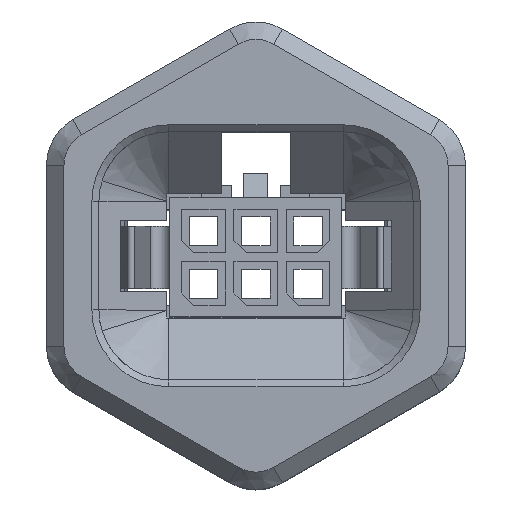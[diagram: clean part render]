
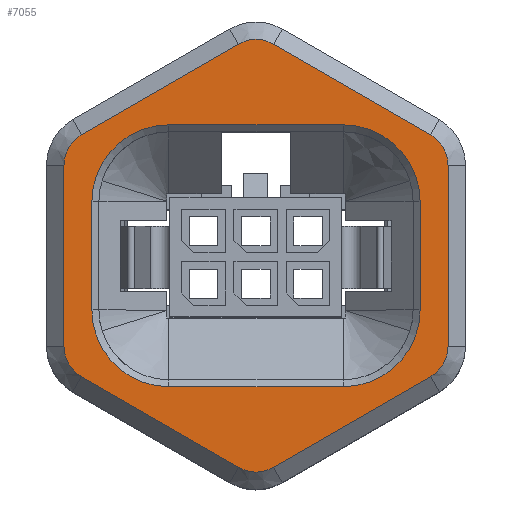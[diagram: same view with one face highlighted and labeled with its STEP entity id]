
A CAD part, top view. The second image highlights one B-rep face of the part: STEP entity #7055.
In plain terms, the highlighted planar face has unit normal (0, 0, 1).
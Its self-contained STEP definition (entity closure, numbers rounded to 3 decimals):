
#65=FACE_BOUND('',#978,.T.);
#249=PLANE('',#7562);
#593=FACE_OUTER_BOUND('',#977,.T.);
#977=EDGE_LOOP('',(#5611,#5612,#5613,#5614,#5615,#5616,#5617,#5618,#5619,
#5620,#5621,#5622));
#978=EDGE_LOOP('',(#5623,#5624,#5625,#5626,#5627,#5628,#5629,#5630));
#1539=LINE('',#10588,#2400);
#1543=LINE('',#10600,#2404);
#1547=LINE('',#10610,#2408);
#1550=LINE('',#10618,#2411);
#1553=LINE('',#10626,#2414);
#1556=LINE('',#10634,#2417);
#1559=LINE('',#10642,#2420);
#1562=LINE('',#10649,#2423);
#1563=LINE('',#10652,#2424);
#1578=LINE('',#10764,#2439);
#2400=VECTOR('',#8568,10.);
#2404=VECTOR('',#8580,10.);
#2408=VECTOR('',#8590,10.);
#2411=VECTOR('',#8599,10.);
#2414=VECTOR('',#8608,10.);
#2417=VECTOR('',#8617,10.);
#2420=VECTOR('',#8626,10.);
#2423=VECTOR('',#8635,10.);
#2424=VECTOR('',#8638,10.);
#2439=VECTOR('',#8675,10.);
#3028=CIRCLE('',#7527,4.4);
#3029=CIRCLE('',#7530,4.4);
#3031=CIRCLE('',#7534,2.);
#3032=CIRCLE('',#7537,2.);
#3033=CIRCLE('',#7540,2.);
#3034=CIRCLE('',#7543,2.);
#3035=CIRCLE('',#7546,2.);
#3036=CIRCLE('',#7549,2.);
#3037=CIRCLE('',#7560,4.4);
#3039=CIRCLE('',#7563,4.4);
#3368=VERTEX_POINT('',#10581);
#3369=VERTEX_POINT('',#10583);
#3370=VERTEX_POINT('',#10587);
#3371=VERTEX_POINT('',#10591);
#3374=VERTEX_POINT('',#10598);
#3375=VERTEX_POINT('',#10603);
#3376=VERTEX_POINT('',#10605);
#3377=VERTEX_POINT('',#10609);
#3378=VERTEX_POINT('',#10613);
#3379=VERTEX_POINT('',#10617);
#3380=VERTEX_POINT('',#10621);
#3381=VERTEX_POINT('',#10625);
#3382=VERTEX_POINT('',#10629);
#3383=VERTEX_POINT('',#10633);
#3384=VERTEX_POINT('',#10637);
#3385=VERTEX_POINT('',#10641);
#3386=VERTEX_POINT('',#10645);
#3387=VERTEX_POINT('',#10651);
#3395=VERTEX_POINT('',#10758);
#3396=VERTEX_POINT('',#10763);
#4160=EDGE_CURVE('',#3368,#3369,#3028,.T.);
#4162=EDGE_CURVE('',#3369,#3370,#1539,.T.);
#4164=EDGE_CURVE('',#3370,#3371,#3029,.T.);
#4168=EDGE_CURVE('',#3374,#3368,#1543,.T.);
#4172=EDGE_CURVE('',#3376,#3375,#3031,.T.);
#4173=EDGE_CURVE('',#3375,#3377,#1547,.T.);
#4176=EDGE_CURVE('',#3377,#3378,#3032,.T.);
#4177=EDGE_CURVE('',#3378,#3379,#1550,.T.);
#4180=EDGE_CURVE('',#3379,#3380,#3033,.T.);
#4181=EDGE_CURVE('',#3380,#3381,#1553,.T.);
#4184=EDGE_CURVE('',#3381,#3382,#3034,.T.);
#4185=EDGE_CURVE('',#3382,#3383,#1556,.T.);
#4188=EDGE_CURVE('',#3383,#3384,#3035,.T.);
#4189=EDGE_CURVE('',#3384,#3385,#1559,.T.);
#4192=EDGE_CURVE('',#3385,#3386,#3036,.T.);
#4193=EDGE_CURVE('',#3386,#3376,#1562,.T.);
#4194=EDGE_CURVE('',#3371,#3387,#1563,.T.);
#4214=EDGE_CURVE('',#3395,#3374,#3037,.T.);
#4216=EDGE_CURVE('',#3396,#3395,#1578,.T.);
#4217=EDGE_CURVE('',#3387,#3396,#3039,.T.);
#5611=ORIENTED_EDGE('',*,*,#4193,.F.);
#5612=ORIENTED_EDGE('',*,*,#4192,.F.);
#5613=ORIENTED_EDGE('',*,*,#4189,.F.);
#5614=ORIENTED_EDGE('',*,*,#4188,.F.);
#5615=ORIENTED_EDGE('',*,*,#4185,.F.);
#5616=ORIENTED_EDGE('',*,*,#4184,.F.);
#5617=ORIENTED_EDGE('',*,*,#4181,.F.);
#5618=ORIENTED_EDGE('',*,*,#4180,.F.);
#5619=ORIENTED_EDGE('',*,*,#4177,.F.);
#5620=ORIENTED_EDGE('',*,*,#4176,.F.);
#5621=ORIENTED_EDGE('',*,*,#4173,.F.);
#5622=ORIENTED_EDGE('',*,*,#4172,.F.);
#5623=ORIENTED_EDGE('',*,*,#4168,.F.);
#5624=ORIENTED_EDGE('',*,*,#4214,.F.);
#5625=ORIENTED_EDGE('',*,*,#4216,.F.);
#5626=ORIENTED_EDGE('',*,*,#4217,.F.);
#5627=ORIENTED_EDGE('',*,*,#4194,.F.);
#5628=ORIENTED_EDGE('',*,*,#4164,.F.);
#5629=ORIENTED_EDGE('',*,*,#4162,.F.);
#5630=ORIENTED_EDGE('',*,*,#4160,.F.);
#7055=ADVANCED_FACE('',(#593,#65),#249,.T.);
#7527=AXIS2_PLACEMENT_3D('',#10584,#8563,#8564);
#7530=AXIS2_PLACEMENT_3D('',#10592,#8572,#8573);
#7534=AXIS2_PLACEMENT_3D('',#10607,#8586,#8587);
#7537=AXIS2_PLACEMENT_3D('',#10615,#8595,#8596);
#7540=AXIS2_PLACEMENT_3D('',#10623,#8604,#8605);
#7543=AXIS2_PLACEMENT_3D('',#10631,#8613,#8614);
#7546=AXIS2_PLACEMENT_3D('',#10639,#8622,#8623);
#7549=AXIS2_PLACEMENT_3D('',#10647,#8631,#8632);
#7560=AXIS2_PLACEMENT_3D('',#10760,#8669,#8670);
#7562=AXIS2_PLACEMENT_3D('',#10762,#8673,#8674);
#7563=AXIS2_PLACEMENT_3D('',#10765,#8676,#8677);
#8563=DIRECTION('center_axis',(0.,0.,1.));
#8564=DIRECTION('ref_axis',(-0.707,0.707,0.));
#8568=DIRECTION('',(0.,-1.,0.));
#8572=DIRECTION('center_axis',(0.,0.,1.));
#8573=DIRECTION('ref_axis',(-0.707,-0.707,0.));
#8580=DIRECTION('',(-1.,0.,0.));
#8586=DIRECTION('center_axis',(0.,0.,-1.));
#8587=DIRECTION('ref_axis',(0.866,-0.5,0.));
#8590=DIRECTION('',(-0.866,-0.5,0.));
#8595=DIRECTION('center_axis',(0.,0.,-1.));
#8596=DIRECTION('ref_axis',(0.,-1.,0.));
#8599=DIRECTION('',(-0.866,0.5,0.));
#8604=DIRECTION('center_axis',(0.,0.,-1.));
#8605=DIRECTION('ref_axis',(-0.866,-0.5,0.));
#8608=DIRECTION('',(0.,1.,0.));
#8613=DIRECTION('center_axis',(0.,0.,-1.));
#8614=DIRECTION('ref_axis',(-0.866,0.5,0.));
#8617=DIRECTION('',(0.866,0.5,0.));
#8622=DIRECTION('center_axis',(0.,0.,-1.));
#8623=DIRECTION('ref_axis',(0.,1.,0.));
#8626=DIRECTION('',(0.866,-0.5,0.));
#8631=DIRECTION('center_axis',(0.,0.,-1.));
#8632=DIRECTION('ref_axis',(0.866,0.5,0.));
#8635=DIRECTION('',(0.,-1.,0.));
#8638=DIRECTION('',(1.,0.,0.));
#8669=DIRECTION('center_axis',(0.,0.,1.));
#8670=DIRECTION('ref_axis',(0.707,0.707,0.));
#8673=DIRECTION('center_axis',(0.,0.,1.));
#8674=DIRECTION('ref_axis',(1.,0.,0.));
#8675=DIRECTION('',(0.,1.,0.));
#8676=DIRECTION('center_axis',(0.,0.,1.));
#8677=DIRECTION('ref_axis',(0.707,-0.707,0.));
#10581=CARTESIAN_POINT('',(97.5,35.,11.));
#10583=CARTESIAN_POINT('',(93.1,30.6,11.));
#10584=CARTESIAN_POINT('Origin',(97.5,30.6,11.));
#10587=CARTESIAN_POINT('',(93.1,24.4,11.));
#10588=CARTESIAN_POINT('',(93.1,25.95,11.));
#10591=CARTESIAN_POINT('',(97.5,20.,11.));
#10592=CARTESIAN_POINT('Origin',(97.5,24.4,11.));
#10598=CARTESIAN_POINT('',(107.5,35.,11.));
#10600=CARTESIAN_POINT('',(100.,35.,11.));
#10603=CARTESIAN_POINT('',(112.5,20.572,11.));
#10605=CARTESIAN_POINT('',(113.5,22.304,11.));
#10607=CARTESIAN_POINT('Origin',(111.5,22.304,11.));
#10609=CARTESIAN_POINT('',(103.5,15.376,11.));
#10610=CARTESIAN_POINT('',(105.,16.242,11.));
#10613=CARTESIAN_POINT('',(101.5,15.376,11.));
#10615=CARTESIAN_POINT('Origin',(102.5,17.108,11.));
#10617=CARTESIAN_POINT('',(92.5,20.572,11.));
#10618=CARTESIAN_POINT('',(94.,19.706,11.));
#10621=CARTESIAN_POINT('',(91.5,22.304,11.));
#10623=CARTESIAN_POINT('Origin',(93.5,22.304,11.));
#10625=CARTESIAN_POINT('',(91.5,32.696,11.));
#10626=CARTESIAN_POINT('',(91.5,30.964,11.));
#10629=CARTESIAN_POINT('',(92.5,34.428,11.));
#10631=CARTESIAN_POINT('Origin',(93.5,32.696,11.));
#10633=CARTESIAN_POINT('',(101.5,39.624,11.));
#10634=CARTESIAN_POINT('',(100.,38.758,11.));
#10637=CARTESIAN_POINT('',(103.5,39.624,11.));
#10639=CARTESIAN_POINT('Origin',(102.5,37.892,11.));
#10641=CARTESIAN_POINT('',(112.5,34.428,11.));
#10642=CARTESIAN_POINT('',(111.,35.294,11.));
#10645=CARTESIAN_POINT('',(113.5,32.696,11.));
#10647=CARTESIAN_POINT('Origin',(111.5,32.696,11.));
#10649=CARTESIAN_POINT('',(113.5,24.036,11.));
#10651=CARTESIAN_POINT('',(107.5,20.,11.));
#10652=CARTESIAN_POINT('',(105.,20.,11.));
#10758=CARTESIAN_POINT('',(111.9,30.6,11.));
#10760=CARTESIAN_POINT('Origin',(107.5,30.6,11.));
#10762=CARTESIAN_POINT('Origin',(102.5,27.5,11.));
#10763=CARTESIAN_POINT('',(111.9,24.4,11.));
#10764=CARTESIAN_POINT('',(111.9,29.05,11.));
#10765=CARTESIAN_POINT('Origin',(107.5,24.4,11.));
